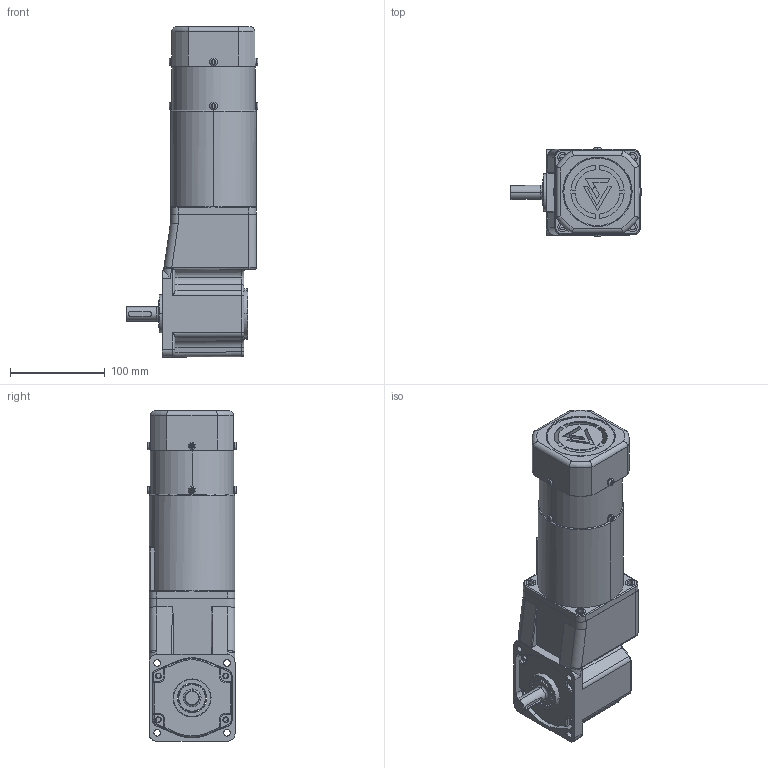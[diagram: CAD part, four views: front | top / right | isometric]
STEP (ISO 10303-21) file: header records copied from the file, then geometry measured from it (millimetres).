
FILE_DESCRIPTION (( 'STEP AP203' ), '1' );
FILE_NAME ('5RK90.120GU-CFM+RT眊极.STEP', '2022-08-25T03:07:03', ( '' ), ( 'Microsoft' ), 'SwSTEP 2.0', 'SolidWorks 2020', '' );
FILE_SCHEMA (( 'CONFIG_CONTROL_DESIGN' ));
Length unit declared in the file: millimetre
Products named in the file (1): 5RK90.120GU-CFM+RT眊极
Bounding box: 138.9 x 93.6 x 348.14 mm (x, y, z)
Surface area: 191827.1 mm2 (no closed solid volume)
Topology: 0 solids, 24 shells, 562 faces, 1687 edges, 1116 vertices
Faces by surface type: cylinder 213, plane 205, bspline 62, torus 49, cone 33
Entity records: 22964 total; most frequent: CARTESIAN_POINT 8231, DIRECTION 3034, ORIENTED_EDGE 2884, EDGE_CURVE 1667, VERTEX_POINT 1116, AXIS2_PLACEMENT_3D 1108, LINE 818, VECTOR 818
